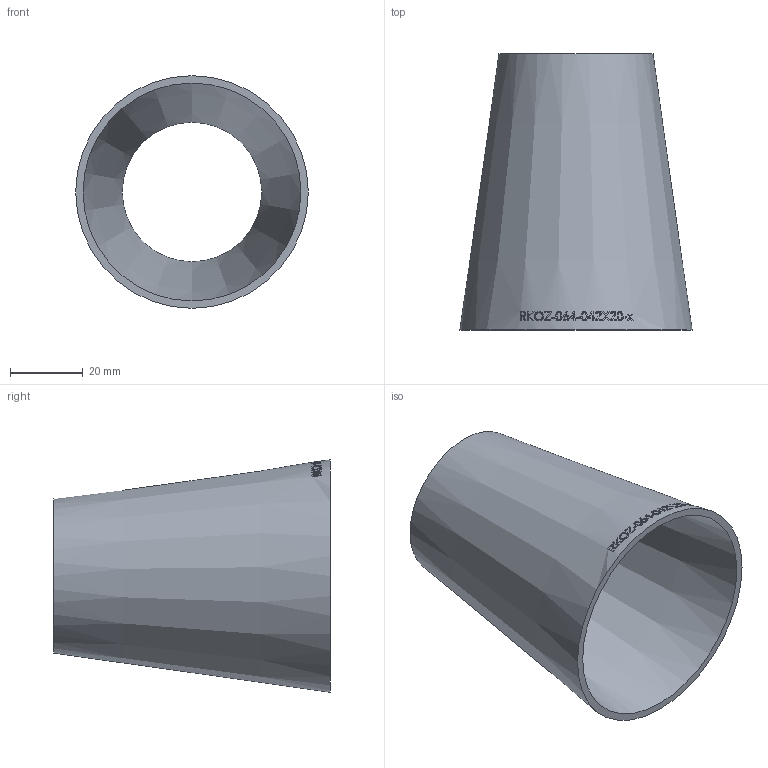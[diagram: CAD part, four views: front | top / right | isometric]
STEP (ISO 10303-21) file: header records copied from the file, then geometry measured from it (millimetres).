
FILE_DESCRIPTION (( 'STEP AP214' ), '1' );
FILE_NAME ('RKOZ-064-042X20-x Reduzierung aus Blech ISO-sonstige 2007.STEP', '2020-07-21T09:24:10', ( '' ), ( '' ), 'SwSTEP 2.0', 'SolidWorks 2019', '' );
FILE_SCHEMA (( 'AUTOMOTIVE_DESIGN' ));
Length unit declared in the file: millimetre
Products named in the file (1): RKOZ-064-042X20-x Reduzierung aus Blech ISO-sonstige 2007
Bounding box: 64 x 76 x 64 mm (x, y, z)
Volume: 24691.7 mm3; surface area: 25341.7 mm2
Topology: 1 solids, 1 shells, 202 faces, 525 edges, 350 vertices
Faces by surface type: bspline 173, cone 27, plane 2
Entity records: 19078 total; most frequent: CARTESIAN_POINT 13540, ORIENTED_EDGE 1046, EDGE_CURVE 523, B_SPLINE_CURVE_WITH_KNOTS 519, VERTEX_POINT 350, EDGE_LOOP 231, FACE_OUTER_BOUND 202, ADVANCED_FACE 202
